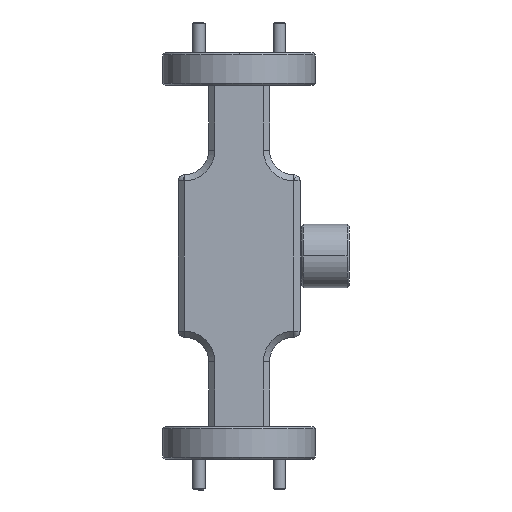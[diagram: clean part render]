
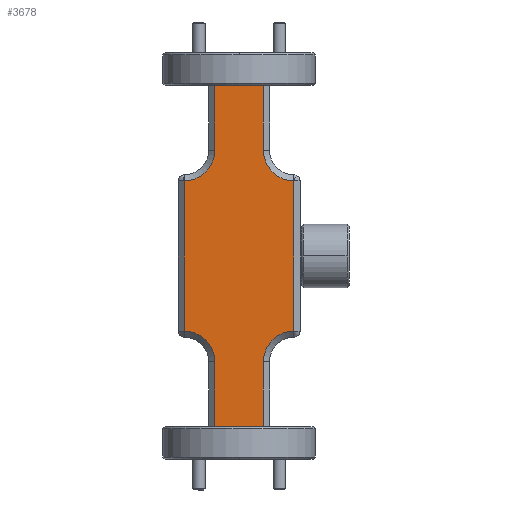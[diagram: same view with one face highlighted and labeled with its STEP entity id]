
A CAD part, front view. The second image highlights one B-rep face of the part: STEP entity #3678.
In plain terms, the highlighted planar face has unit normal (0, -1, 0).
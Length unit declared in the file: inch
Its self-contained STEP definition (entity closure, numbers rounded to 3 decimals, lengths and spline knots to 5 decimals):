
#83 = CIRCLE ( 'NONE', #10886, 0.15 ) ;
#121 = AXIS2_PLACEMENT_3D ( 'NONE', #6410, #10311, #12175 ) ;
#135 = EDGE_CURVE ( 'NONE', #965, #1272, #12300, .T. ) ;
#218 = DIRECTION ( 'NONE',  ( -1., 0., 0. ) ) ;
#371 = CARTESIAN_POINT ( 'NONE',  ( -0.27, -0.15, 0.37 ) ) ;
#476 = DIRECTION ( 'NONE',  ( 0., -1., 0. ) ) ;
#877 = CARTESIAN_POINT ( 'NONE',  ( -0.12, -0.15, -0.52 ) ) ;
#965 = VERTEX_POINT ( 'NONE', #10424 ) ;
#1150 = CARTESIAN_POINT ( 'NONE',  ( -0.12, -0.15, -1. ) ) ;
#1240 = VERTEX_POINT ( 'NONE', #3285 ) ;
#1272 = VERTEX_POINT ( 'NONE', #10409 ) ;
#1439 = DIRECTION ( 'NONE',  ( 0., 0., 1. ) ) ;
#1688 = VERTEX_POINT ( 'NONE', #877 ) ;
#1726 = ORIENTED_EDGE ( 'NONE', *, *, #5143, .F. ) ;
#1807 = ORIENTED_EDGE ( 'NONE', *, *, #2121, .F. ) ;
#1817 = LINE ( 'NONE', #10740, #2059 ) ;
#1834 = LINE ( 'NONE', #8657, #10917 ) ;
#1948 = CARTESIAN_POINT ( 'NONE',  ( 0.15, -0.15, 0.84 ) ) ;
#2059 = VECTOR ( 'NONE', #2067, 39.37008 ) ;
#2067 = DIRECTION ( 'NONE',  ( 0., 0., -1. ) ) ;
#2083 = ORIENTED_EDGE ( 'NONE', *, *, #4956, .F. ) ;
#2121 = EDGE_CURVE ( 'NONE', #5953, #3491, #83, .T. ) ;
#2125 = CARTESIAN_POINT ( 'NONE',  ( 0.12, -0.15, 0.84 ) ) ;
#2256 = EDGE_CURVE ( 'NONE', #5339, #11997, #11767, .T. ) ;
#2298 = AXIS2_PLACEMENT_3D ( 'NONE', #9499, #12640, #5912 ) ;
#2390 = AXIS2_PLACEMENT_3D ( 'NONE', #4976, #6875, #8857 ) ;
#2497 = LINE ( 'NONE', #6368, #5550 ) ;
#3054 = EDGE_CURVE ( 'NONE', #8303, #1688, #4157, .T. ) ;
#3188 = CIRCLE ( 'NONE', #2390, 0.15 ) ;
#3285 = CARTESIAN_POINT ( 'NONE',  ( -0.12, -0.15, 0.52 ) ) ;
#3491 = VERTEX_POINT ( 'NONE', #5093 ) ;
#3507 = ORIENTED_EDGE ( 'NONE', *, *, #135, .F. ) ;
#3534 = VERTEX_POINT ( 'NONE', #12639 ) ;
#3678 = ADVANCED_FACE ( 'NONE', ( #9226 ), #8087, .F. ) ;
#3931 = DIRECTION ( 'NONE',  ( 1., 0., 0. ) ) ;
#3933 = EDGE_CURVE ( 'NONE', #3534, #8303, #8957, .T. ) ;
#3941 = ORIENTED_EDGE ( 'NONE', *, *, #3054, .F. ) ;
#4005 = CARTESIAN_POINT ( 'NONE',  ( 0.15, -0.15, -0.84 ) ) ;
#4090 = DIRECTION ( 'NONE',  ( 0., 0., 1. ) ) ;
#4110 = DIRECTION ( 'NONE',  ( 0., 0., 1. ) ) ;
#4157 = LINE ( 'NONE', #1150, #6411 ) ;
#4417 = VECTOR ( 'NONE', #218, 39.37008 ) ;
#4670 = EDGE_CURVE ( 'NONE', #1688, #7713, #3188, .T. ) ;
#4886 = EDGE_CURVE ( 'NONE', #1240, #5339, #7382, .T. ) ;
#4956 = EDGE_CURVE ( 'NONE', #1272, #3534, #1834, .T. ) ;
#4976 = CARTESIAN_POINT ( 'NONE',  ( -0.27, -0.15, -0.52 ) ) ;
#5093 = CARTESIAN_POINT ( 'NONE',  ( 0.27, -0.15, 0.37 ) ) ;
#5143 = EDGE_CURVE ( 'NONE', #10235, #1240, #11768, .T. ) ;
#5339 = VERTEX_POINT ( 'NONE', #5650 ) ;
#5381 = CARTESIAN_POINT ( 'NONE',  ( -0.27, -0.15, 0.52 ) ) ;
#5401 = CARTESIAN_POINT ( 'NONE',  ( 0.12, -0.15, 0.52 ) ) ;
#5550 = VECTOR ( 'NONE', #12065, 39.37008 ) ;
#5650 = CARTESIAN_POINT ( 'NONE',  ( -0.12, -0.15, 0.84 ) ) ;
#5788 = VECTOR ( 'NONE', #3931, 39.37008 ) ;
#5912 = DIRECTION ( 'NONE',  ( 0., 0., -1. ) ) ;
#5953 = VERTEX_POINT ( 'NONE', #5401 ) ;
#6010 = CARTESIAN_POINT ( 'NONE',  ( -0.27, -0.15, -1. ) ) ;
#6150 = DIRECTION ( 'NONE',  ( 1., 0., 0. ) ) ;
#6368 = CARTESIAN_POINT ( 'NONE',  ( 0.27, -0.15, -1. ) ) ;
#6410 = CARTESIAN_POINT ( 'NONE',  ( 0.15, -0.15, -1. ) ) ;
#6411 = VECTOR ( 'NONE', #4090, 39.37008 ) ;
#6462 = AXIS2_PLACEMENT_3D ( 'NONE', #5381, #476, #6150 ) ;
#6465 = DIRECTION ( 'NONE',  ( 0., -1., 0. ) ) ;
#6592 = CARTESIAN_POINT ( 'NONE',  ( -0.27, -0.15, -0.37 ) ) ;
#6596 = DIRECTION ( 'NONE',  ( 0., 0., -1. ) ) ;
#6600 = ORIENTED_EDGE ( 'NONE', *, *, #4670, .F. ) ;
#6841 = LINE ( 'NONE', #6010, #9385 ) ;
#6875 = DIRECTION ( 'NONE',  ( 0., -1., 0. ) ) ;
#7115 = ORIENTED_EDGE ( 'NONE', *, *, #3933, .F. ) ;
#7253 = CARTESIAN_POINT ( 'NONE',  ( -0.12, -0.15, -1. ) ) ;
#7382 = LINE ( 'NONE', #7253, #9899 ) ;
#7390 = ORIENTED_EDGE ( 'NONE', *, *, #4886, .F. ) ;
#7713 = VERTEX_POINT ( 'NONE', #6592 ) ;
#7734 = EDGE_CURVE ( 'NONE', #11997, #5953, #1817, .T. ) ;
#7767 = EDGE_CURVE ( 'NONE', #7713, #10235, #6841, .T. ) ;
#8087 = PLANE ( 'NONE',  #121 ) ;
#8251 = ORIENTED_EDGE ( 'NONE', *, *, #2256, .F. ) ;
#8291 = CARTESIAN_POINT ( 'NONE',  ( -0.12, -0.15, -0.84 ) ) ;
#8303 = VERTEX_POINT ( 'NONE', #8291 ) ;
#8657 = CARTESIAN_POINT ( 'NONE',  ( 0.12, -0.15, -1. ) ) ;
#8857 = DIRECTION ( 'NONE',  ( 0., 0., -1. ) ) ;
#8957 = LINE ( 'NONE', #4005, #4417 ) ;
#9226 = FACE_OUTER_BOUND ( 'NONE', #10115, .T. ) ;
#9385 = VECTOR ( 'NONE', #4110, 39.37008 ) ;
#9413 = EDGE_CURVE ( 'NONE', #3491, #965, #2497, .T. ) ;
#9436 = ORIENTED_EDGE ( 'NONE', *, *, #7734, .F. ) ;
#9499 = CARTESIAN_POINT ( 'NONE',  ( 0.27, -0.15, -0.52 ) ) ;
#9899 = VECTOR ( 'NONE', #1439, 39.37008 ) ;
#10115 = EDGE_LOOP ( 'NONE', ( #2083, #3507, #12139, #1807, #9436, #8251, #7390, #1726, #11464, #6600, #3941, #7115 ) ) ;
#10235 = VERTEX_POINT ( 'NONE', #371 ) ;
#10311 = DIRECTION ( 'NONE',  ( 0., 1., 0. ) ) ;
#10409 = CARTESIAN_POINT ( 'NONE',  ( 0.12, -0.15, -0.52 ) ) ;
#10424 = CARTESIAN_POINT ( 'NONE',  ( 0.27, -0.15, -0.37 ) ) ;
#10740 = CARTESIAN_POINT ( 'NONE',  ( 0.12, -0.15, -1. ) ) ;
#10886 = AXIS2_PLACEMENT_3D ( 'NONE', #12297, #6465, #6596 ) ;
#10917 = VECTOR ( 'NONE', #12568, 39.37008 ) ;
#11464 = ORIENTED_EDGE ( 'NONE', *, *, #7767, .F. ) ;
#11767 = LINE ( 'NONE', #1948, #5788 ) ;
#11768 = CIRCLE ( 'NONE', #6462, 0.15 ) ;
#11997 = VERTEX_POINT ( 'NONE', #2125 ) ;
#12065 = DIRECTION ( 'NONE',  ( 0., 0., -1. ) ) ;
#12139 = ORIENTED_EDGE ( 'NONE', *, *, #9413, .F. ) ;
#12175 = DIRECTION ( 'NONE',  ( 0., 0., 1. ) ) ;
#12297 = CARTESIAN_POINT ( 'NONE',  ( 0.27, -0.15, 0.52 ) ) ;
#12300 = CIRCLE ( 'NONE', #2298, 0.15 ) ;
#12568 = DIRECTION ( 'NONE',  ( 0., 0., -1. ) ) ;
#12639 = CARTESIAN_POINT ( 'NONE',  ( 0.12, -0.15, -0.84 ) ) ;
#12640 = DIRECTION ( 'NONE',  ( 0., -1., 0. ) ) ;
